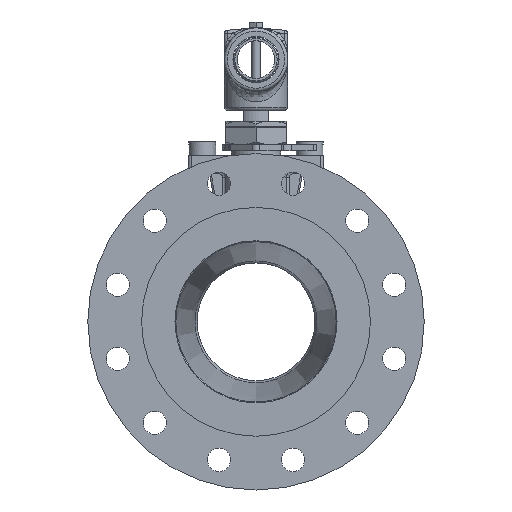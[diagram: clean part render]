
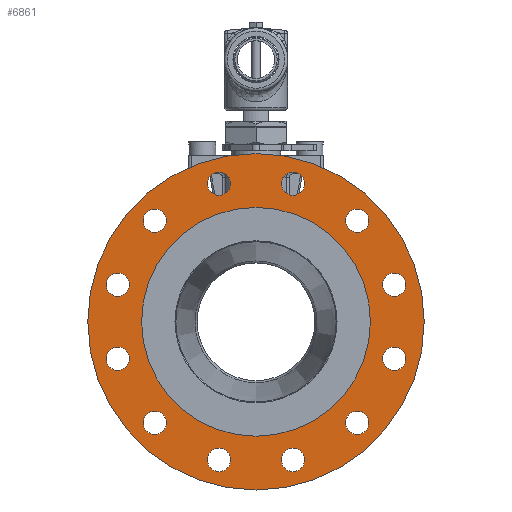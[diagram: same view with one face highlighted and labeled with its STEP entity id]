
A CAD part, front view. The second image highlights one B-rep face of the part: STEP entity #6861.
In plain terms, the highlighted planar face has unit normal (0, -1, 0).
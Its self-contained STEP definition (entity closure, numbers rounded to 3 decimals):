
#1229=CARTESIAN_POINT('',(-25.401,-293.934,135.852));
#1230=VERTEX_POINT('',#1229);
#1231=CARTESIAN_POINT('',(-34.928,-293.934,130.352));
#1232=DIRECTION('',(0.0,1.0,0.0));
#1233=DIRECTION('',(-0.866,0.0,-0.5));
#1234=AXIS2_PLACEMENT_3D('',#1231,#1232,#1233);
#1235=CIRCLE('',#1234,11.0);
#1236=EDGE_CURVE('',#1230,#1230,#1235,.T.);
#1257=CARTESIAN_POINT('',(-89.924,-293.934,104.95));
#1258=VERTEX_POINT('',#1257);
#1259=CARTESIAN_POINT('',(-95.424,-293.934,95.424));
#1260=DIRECTION('',(0.0,1.,0.0));
#1261=DIRECTION('',(-0.5,0.0,-0.866));
#1262=AXIS2_PLACEMENT_3D('',#1259,#1260,#1261);
#1263=CIRCLE('',#1262,11.0);
#1264=EDGE_CURVE('',#1258,#1258,#1263,.T.);
#1285=CARTESIAN_POINT('',(-130.352,-293.934,45.928));
#1286=VERTEX_POINT('',#1285);
#1287=CARTESIAN_POINT('',(-130.352,-293.934,34.928));
#1288=DIRECTION('',(0.0,1.0,0.0));
#1289=DIRECTION('',(0.0,0.0,-1.0));
#1290=AXIS2_PLACEMENT_3D('',#1287,#1288,#1289);
#1291=CIRCLE('',#1290,11.0);
#1292=EDGE_CURVE('',#1286,#1286,#1291,.T.);
#1313=CARTESIAN_POINT('',(-135.852,-293.934,-25.401));
#1314=VERTEX_POINT('',#1313);
#1315=CARTESIAN_POINT('',(-130.352,-293.934,-34.928));
#1316=DIRECTION('',(0.0,1.0,0.0));
#1317=DIRECTION('',(0.5,0.0,-0.866));
#1318=AXIS2_PLACEMENT_3D('',#1315,#1316,#1317);
#1319=CIRCLE('',#1318,11.0);
#1320=EDGE_CURVE('',#1314,#1314,#1319,.T.);
#1341=CARTESIAN_POINT('',(-104.95,-293.934,-89.924));
#1342=VERTEX_POINT('',#1341);
#1343=CARTESIAN_POINT('',(-95.424,-293.934,-95.424));
#1344=DIRECTION('',(0.0,1.0,0.0));
#1345=DIRECTION('',(0.866,0.0,-0.5));
#1346=AXIS2_PLACEMENT_3D('',#1343,#1344,#1345);
#1347=CIRCLE('',#1346,11.);
#1348=EDGE_CURVE('',#1342,#1342,#1347,.T.);
#1369=CARTESIAN_POINT('',(-45.928,-293.934,-130.352));
#1370=VERTEX_POINT('',#1369);
#1371=CARTESIAN_POINT('',(-34.928,-293.934,-130.352));
#1372=DIRECTION('',(0.0,1.0,0.0));
#1373=DIRECTION('',(1.0,0.0,0.0));
#1374=AXIS2_PLACEMENT_3D('',#1371,#1372,#1373);
#1375=CIRCLE('',#1374,11.0);
#1376=EDGE_CURVE('',#1370,#1370,#1375,.T.);
#1397=CARTESIAN_POINT('',(25.401,-293.934,-135.852));
#1398=VERTEX_POINT('',#1397);
#1399=CARTESIAN_POINT('',(34.928,-293.934,-130.352));
#1400=DIRECTION('',(0.0,1.0,0.0));
#1401=DIRECTION('',(0.866,0.0,0.5));
#1402=AXIS2_PLACEMENT_3D('',#1399,#1400,#1401);
#1403=CIRCLE('',#1402,11.);
#1404=EDGE_CURVE('',#1398,#1398,#1403,.T.);
#1425=CARTESIAN_POINT('',(89.924,-293.934,-104.95));
#1426=VERTEX_POINT('',#1425);
#1427=CARTESIAN_POINT('',(95.424,-293.934,-95.424));
#1428=DIRECTION('',(0.0,1.0,0.0));
#1429=DIRECTION('',(0.5,0.0,0.866));
#1430=AXIS2_PLACEMENT_3D('',#1427,#1428,#1429);
#1431=CIRCLE('',#1430,11.);
#1432=EDGE_CURVE('',#1426,#1426,#1431,.T.);
#1453=CARTESIAN_POINT('',(130.352,-293.934,-45.928));
#1454=VERTEX_POINT('',#1453);
#1455=CARTESIAN_POINT('',(130.352,-293.934,-34.928));
#1456=DIRECTION('',(0.0,1.0,0.0));
#1457=DIRECTION('',(0.0,0.0,1.0));
#1458=AXIS2_PLACEMENT_3D('',#1455,#1456,#1457);
#1459=CIRCLE('',#1458,11.0);
#1460=EDGE_CURVE('',#1454,#1454,#1459,.T.);
#1481=CARTESIAN_POINT('',(135.852,-293.934,25.401));
#1482=VERTEX_POINT('',#1481);
#1483=CARTESIAN_POINT('',(130.352,-293.934,34.928));
#1484=DIRECTION('',(0.0,1.0,0.0));
#1485=DIRECTION('',(-0.5,0.0,0.866));
#1486=AXIS2_PLACEMENT_3D('',#1483,#1484,#1485);
#1487=CIRCLE('',#1486,11.);
#1488=EDGE_CURVE('',#1482,#1482,#1487,.T.);
#1509=CARTESIAN_POINT('',(104.95,-293.934,89.924));
#1510=VERTEX_POINT('',#1509);
#1511=CARTESIAN_POINT('',(95.424,-293.934,95.424));
#1512=DIRECTION('',(0.0,1.,0.0));
#1513=DIRECTION('',(-0.866,0.0,0.5));
#1514=AXIS2_PLACEMENT_3D('',#1511,#1512,#1513);
#1515=CIRCLE('',#1514,11.0);
#1516=EDGE_CURVE('',#1510,#1510,#1515,.T.);
#1537=CARTESIAN_POINT('',(45.928,-293.934,130.352));
#1538=VERTEX_POINT('',#1537);
#1539=CARTESIAN_POINT('',(34.928,-293.934,130.352));
#1540=DIRECTION('',(0.0,1.0,0.0));
#1541=DIRECTION('',(-1.0,0.0,0.0));
#1542=AXIS2_PLACEMENT_3D('',#1539,#1540,#1541);
#1543=CIRCLE('',#1542,11.0);
#1544=EDGE_CURVE('',#1538,#1538,#1543,.T.);
#6798=CARTESIAN_POINT('',(0.0,-293.934,-133.358));
#6799=DIRECTION('',(0.0,-1.0,0.0));
#6800=DIRECTION('',(0.0,0.0,-1.0));
#6801=AXIS2_PLACEMENT_3D('',#6798,#6799,#6800);
#6802=PLANE('',#6801);
#6803=CARTESIAN_POINT('',(0.0,-293.934,-158.75));
#6804=VERTEX_POINT('',#6803);
#6805=CARTESIAN_POINT('',(0.0,-293.934,0.0));
#6806=DIRECTION('',(0.0,-1.0,0.0));
#6807=DIRECTION('',(0.0,0.0,-1.0));
#6808=AXIS2_PLACEMENT_3D('',#6805,#6806,#6807);
#6809=CIRCLE('',#6808,158.75);
#6810=EDGE_CURVE('',#6804,#6804,#6809,.T.);
#6811=ORIENTED_EDGE('',*,*,#6810,.T.);
#6812=EDGE_LOOP('',(#6811));
#6813=FACE_OUTER_BOUND('',#6812,.T.);
#6814=ORIENTED_EDGE('',*,*,#1236,.T.);
#6815=EDGE_LOOP('',(#6814));
#6816=FACE_BOUND('',#6815,.T.);
#6817=ORIENTED_EDGE('',*,*,#1264,.T.);
#6818=EDGE_LOOP('',(#6817));
#6819=FACE_BOUND('',#6818,.T.);
#6820=ORIENTED_EDGE('',*,*,#1292,.T.);
#6821=EDGE_LOOP('',(#6820));
#6822=FACE_BOUND('',#6821,.T.);
#6823=ORIENTED_EDGE('',*,*,#1320,.T.);
#6824=EDGE_LOOP('',(#6823));
#6825=FACE_BOUND('',#6824,.T.);
#6826=ORIENTED_EDGE('',*,*,#1348,.T.);
#6827=EDGE_LOOP('',(#6826));
#6828=FACE_BOUND('',#6827,.T.);
#6829=ORIENTED_EDGE('',*,*,#1376,.T.);
#6830=EDGE_LOOP('',(#6829));
#6831=FACE_BOUND('',#6830,.T.);
#6832=ORIENTED_EDGE('',*,*,#1404,.T.);
#6833=EDGE_LOOP('',(#6832));
#6834=FACE_BOUND('',#6833,.T.);
#6835=ORIENTED_EDGE('',*,*,#1432,.T.);
#6836=EDGE_LOOP('',(#6835));
#6837=FACE_BOUND('',#6836,.T.);
#6838=ORIENTED_EDGE('',*,*,#1460,.T.);
#6839=EDGE_LOOP('',(#6838));
#6840=FACE_BOUND('',#6839,.T.);
#6841=ORIENTED_EDGE('',*,*,#1488,.T.);
#6842=EDGE_LOOP('',(#6841));
#6843=FACE_BOUND('',#6842,.T.);
#6844=ORIENTED_EDGE('',*,*,#1516,.T.);
#6845=EDGE_LOOP('',(#6844));
#6846=FACE_BOUND('',#6845,.T.);
#6847=ORIENTED_EDGE('',*,*,#1544,.T.);
#6848=EDGE_LOOP('',(#6847));
#6849=FACE_BOUND('',#6848,.T.);
#6850=CARTESIAN_POINT('',(0.0,-293.934,-107.967));
#6851=VERTEX_POINT('',#6850);
#6852=CARTESIAN_POINT('',(0.0,-293.934,0.0));
#6853=DIRECTION('',(0.0,-1.0,0.0));
#6854=DIRECTION('',(0.0,0.0,-1.0));
#6855=AXIS2_PLACEMENT_3D('',#6852,#6853,#6854);
#6856=CIRCLE('',#6855,107.967);
#6857=EDGE_CURVE('',#6851,#6851,#6856,.T.);
#6858=ORIENTED_EDGE('',*,*,#6857,.F.);
#6859=EDGE_LOOP('',(#6858));
#6860=FACE_BOUND('',#6859,.T.);
#6861=ADVANCED_FACE('',(#6813,#6816,#6819,#6822,#6825,#6828,#6831,#6834,#6837,#6840,#6843,#6846,#6849,#6860),#6802,.T.);
